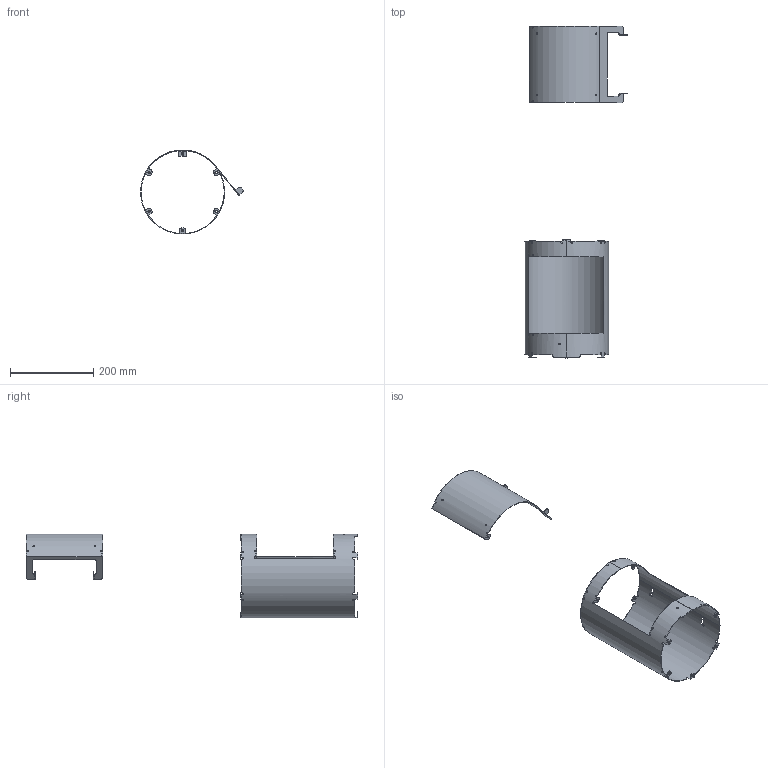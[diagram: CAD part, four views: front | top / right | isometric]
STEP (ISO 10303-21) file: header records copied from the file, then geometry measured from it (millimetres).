
FILE_DESCRIPTION(('HOOPS Exchange Step'),'2;1');
FILE_NAME('temp_export','2025-06-28T12:29:33-07:00',('es'),('Shapr3D Limited'),'HOOPS Exchange 2024.8','Shapr3D','Authorized');
FILE_SCHEMA( ('AP242_MANAGED_MODEL_BASED_3D_ENGINEERING_MIM_LF {1 0 10303 442 1 1 4}') );
Length unit declared in the file: millimetre
Products named in the file (1): root
Bounding box: 246.61 x 798.63 x 202 mm (x, y, z)
Volume: 180577.7 mm3; surface area: 360936.6 mm2
Topology: 2 solids, 2 shells, 401 faces, 1193 edges, 796 vertices
Faces by surface type: plane 200, cylinder 169, torus 31, bspline 1
Full cylindrical faces by diameter (mm): 4.1 x5, 4.25 x4, 5 x1
Entity records: 20732 total; most frequent: CARTESIAN_POINT 10021, ORIENTED_EDGE 2386, DIRECTION 2051, EDGE_CURVE 1193, VERTEX_POINT 796, AXIS2_PLACEMENT_3D 704, VECTOR 643, LINE 643
